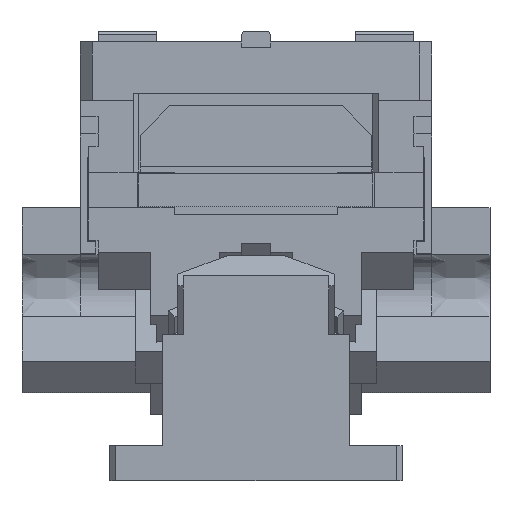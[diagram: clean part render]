
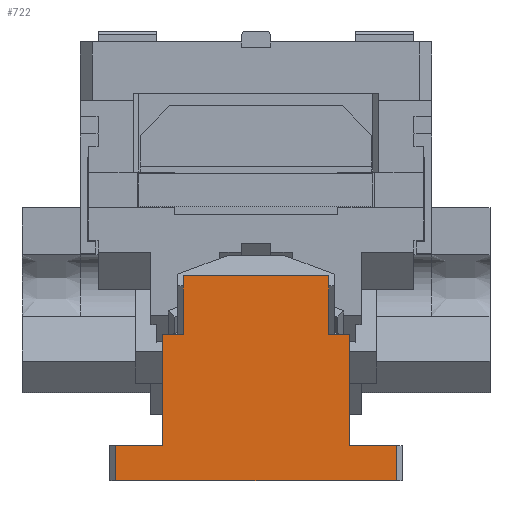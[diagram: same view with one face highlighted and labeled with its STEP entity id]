
A CAD part, left-side view. The second image highlights one B-rep face of the part: STEP entity #722.
In plain terms, the highlighted planar face has unit normal (-1, 0, 0).
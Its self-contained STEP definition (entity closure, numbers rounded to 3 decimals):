
#130=CARTESIAN_POINT('Line Origine',(0.,0.,0.)) ;
#134=CARTESIAN_POINT('Vertex',(0.,-120.,0.)) ;
#136=CARTESIAN_POINT('Vertex',(0.,120.,0.)) ;
#628=CARTESIAN_POINT('Axis2P3D Location',(0.,0.,175.)) ;
#633=CARTESIAN_POINT('Line Origine',(0.,100.,30.)) ;
#637=CARTESIAN_POINT('Vertex',(0.,120.,30.)) ;
#639=CARTESIAN_POINT('Vertex',(0.,80.,30.)) ;
#642=CARTESIAN_POINT('Line Origine',(0.,120.,15.)) ;
#647=CARTESIAN_POINT('Line Origine',(0.,-120.,15.)) ;
#651=CARTESIAN_POINT('Vertex',(0.,-120.,30.)) ;
#654=CARTESIAN_POINT('Line Origine',(0.,-100.,30.)) ;
#658=CARTESIAN_POINT('Vertex',(0.,-80.,30.)) ;
#661=CARTESIAN_POINT('Line Origine',(0.,-80.,77.5)) ;
#665=CARTESIAN_POINT('Vertex',(0.,-80.,125.)) ;
#668=CARTESIAN_POINT('Line Origine',(0.,-71.,125.)) ;
#672=CARTESIAN_POINT('Vertex',(0.,-62.,125.)) ;
#675=CARTESIAN_POINT('Line Origine',(0.,-62.,150.)) ;
#679=CARTESIAN_POINT('Vertex',(0.,-62.,175.)) ;
#682=CARTESIAN_POINT('Line Origine',(0.,0.,175.)) ;
#686=CARTESIAN_POINT('Vertex',(0.,62.,175.)) ;
#689=CARTESIAN_POINT('Line Origine',(0.,62.,150.)) ;
#693=CARTESIAN_POINT('Vertex',(0.,62.,125.)) ;
#696=CARTESIAN_POINT('Line Origine',(0.,71.,125.)) ;
#700=CARTESIAN_POINT('Vertex',(0.,80.,125.)) ;
#703=CARTESIAN_POINT('Line Origine',(0.,80.,77.5)) ;
#131=DIRECTION('Vector Direction',(0.,1.,0.)) ;
#629=DIRECTION('Axis2P3D Direction',(-1.,0.,0.)) ;
#630=DIRECTION('Axis2P3D XDirection',(0.,0.,-1.)) ;
#634=DIRECTION('Vector Direction',(0.,-1.,0.)) ;
#643=DIRECTION('Vector Direction',(0.,0.,1.)) ;
#648=DIRECTION('Vector Direction',(0.,0.,-1.)) ;
#655=DIRECTION('Vector Direction',(0.,-1.,0.)) ;
#662=DIRECTION('Vector Direction',(0.,0.,1.)) ;
#669=DIRECTION('Vector Direction',(0.,-1.,0.)) ;
#676=DIRECTION('Vector Direction',(0.,0.,1.)) ;
#683=DIRECTION('Vector Direction',(0.,-1.,0.)) ;
#690=DIRECTION('Vector Direction',(0.,0.,1.)) ;
#697=DIRECTION('Vector Direction',(0.,-1.,0.)) ;
#704=DIRECTION('Vector Direction',(0.,0.,1.)) ;
#631=AXIS2_PLACEMENT_3D('Plane Axis2P3D',#628,#629,#630) ;
#709=ORIENTED_EDGE('',*,*,#641,.F.) ;
#710=ORIENTED_EDGE('',*,*,#646,.F.) ;
#711=ORIENTED_EDGE('',*,*,#138,.F.) ;
#712=ORIENTED_EDGE('',*,*,#653,.F.) ;
#713=ORIENTED_EDGE('',*,*,#660,.F.) ;
#714=ORIENTED_EDGE('',*,*,#667,.T.) ;
#715=ORIENTED_EDGE('',*,*,#674,.F.) ;
#716=ORIENTED_EDGE('',*,*,#681,.T.) ;
#717=ORIENTED_EDGE('',*,*,#688,.F.) ;
#718=ORIENTED_EDGE('',*,*,#695,.F.) ;
#719=ORIENTED_EDGE('',*,*,#702,.F.) ;
#720=ORIENTED_EDGE('',*,*,#707,.F.) ;
#132=VECTOR('Line Direction',#131,1.) ;
#635=VECTOR('Line Direction',#634,1.) ;
#644=VECTOR('Line Direction',#643,1.) ;
#649=VECTOR('Line Direction',#648,1.) ;
#656=VECTOR('Line Direction',#655,1.) ;
#663=VECTOR('Line Direction',#662,1.) ;
#670=VECTOR('Line Direction',#669,1.) ;
#677=VECTOR('Line Direction',#676,1.) ;
#684=VECTOR('Line Direction',#683,1.) ;
#691=VECTOR('Line Direction',#690,1.) ;
#698=VECTOR('Line Direction',#697,1.) ;
#705=VECTOR('Line Direction',#704,1.) ;
#722=ADVANCED_FACE('CAM DRIVER',(#721),#632,.T.) ;
#138=EDGE_CURVE('',#135,#137,#133,.T.) ;
#641=EDGE_CURVE('',#638,#640,#636,.T.) ;
#646=EDGE_CURVE('',#137,#638,#645,.T.) ;
#653=EDGE_CURVE('',#652,#135,#650,.T.) ;
#660=EDGE_CURVE('',#659,#652,#657,.T.) ;
#667=EDGE_CURVE('',#659,#666,#664,.T.) ;
#674=EDGE_CURVE('',#673,#666,#671,.T.) ;
#681=EDGE_CURVE('',#673,#680,#678,.T.) ;
#688=EDGE_CURVE('',#687,#680,#685,.T.) ;
#695=EDGE_CURVE('',#694,#687,#692,.T.) ;
#702=EDGE_CURVE('',#701,#694,#699,.T.) ;
#707=EDGE_CURVE('',#640,#701,#706,.T.) ;
#708=EDGE_LOOP('',(#709,#710,#711,#712,#713,#714,#715,#716,#717,#718,#719,#720)) ;
#721=FACE_OUTER_BOUND('',#708,.T.) ;
#133=LINE('Line',#130,#132) ;
#636=LINE('Line',#633,#635) ;
#645=LINE('Line',#642,#644) ;
#650=LINE('Line',#647,#649) ;
#657=LINE('Line',#654,#656) ;
#664=LINE('Line',#661,#663) ;
#671=LINE('Line',#668,#670) ;
#678=LINE('Line',#675,#677) ;
#685=LINE('Line',#682,#684) ;
#692=LINE('Line',#689,#691) ;
#699=LINE('Line',#696,#698) ;
#706=LINE('Line',#703,#705) ;
#632=PLANE('Plane',#631) ;
#135=VERTEX_POINT('',#134) ;
#137=VERTEX_POINT('',#136) ;
#638=VERTEX_POINT('',#637) ;
#640=VERTEX_POINT('',#639) ;
#652=VERTEX_POINT('',#651) ;
#659=VERTEX_POINT('',#658) ;
#666=VERTEX_POINT('',#665) ;
#673=VERTEX_POINT('',#672) ;
#680=VERTEX_POINT('',#679) ;
#687=VERTEX_POINT('',#686) ;
#694=VERTEX_POINT('',#693) ;
#701=VERTEX_POINT('',#700) ;
